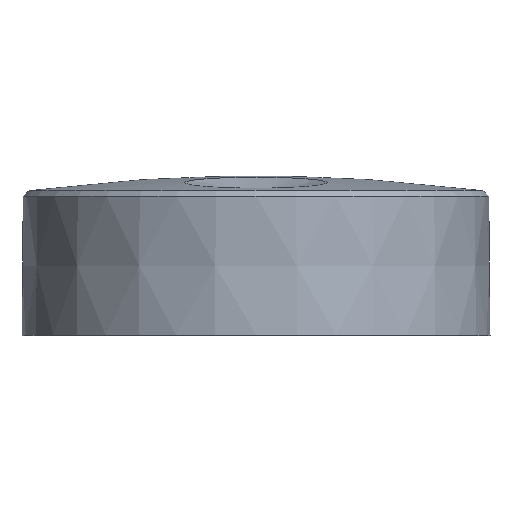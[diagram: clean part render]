
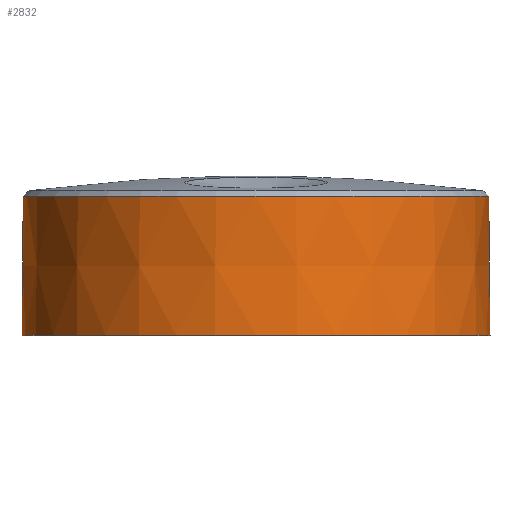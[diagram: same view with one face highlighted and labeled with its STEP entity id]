
A CAD part, top view. The second image highlights one B-rep face of the part: STEP entity #2832.
In plain terms, the highlighted conical face has half-angle 0.5 degrees and reference radius 19.749 mm.
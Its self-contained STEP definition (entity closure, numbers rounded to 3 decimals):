
#88=CONICAL_SURFACE('',#3156,19.749,0.009);
#258=CIRCLE('',#3155,19.697);
#259=CIRCLE('',#3157,19.8);
#467=FACE_OUTER_BOUND('',#642,.T.);
#642=EDGE_LOOP('',(#2520,#2521,#2522,#2523));
#895=LINE('',#5993,#1030);
#1030=VECTOR('',#3832,19.749);
#1302=VERTEX_POINT('',#5987);
#1303=VERTEX_POINT('',#5991);
#1715=EDGE_CURVE('',#1302,#1302,#258,.T.);
#1717=EDGE_CURVE('',#1303,#1303,#259,.T.);
#1718=EDGE_CURVE('',#1303,#1302,#895,.T.);
#2520=ORIENTED_EDGE('',*,*,#1717,.F.);
#2521=ORIENTED_EDGE('',*,*,#1718,.T.);
#2522=ORIENTED_EDGE('',*,*,#1715,.T.);
#2523=ORIENTED_EDGE('',*,*,#1718,.F.);
#2832=ADVANCED_FACE('',(#467),#88,.T.);
#3155=AXIS2_PLACEMENT_3D('',#5988,#3825,#3826);
#3156=AXIS2_PLACEMENT_3D('',#5990,#3828,#3829);
#3157=AXIS2_PLACEMENT_3D('',#5992,#3830,#3831);
#3825=DIRECTION('center_axis',(0.,-1.,0.));
#3826=DIRECTION('ref_axis',(1.,0.,0.));
#3828=DIRECTION('center_axis',(0.,-1.,0.));
#3829=DIRECTION('ref_axis',(1.,0.,0.));
#3830=DIRECTION('center_axis',(0.,-1.,0.));
#3831=DIRECTION('ref_axis',(1.,0.,0.));
#3832=DIRECTION('',(0.009,1.,0.));
#5987=CARTESIAN_POINT('',(-19.697,11.766,0.));
#5988=CARTESIAN_POINT('Origin',(0.,11.766,0.));
#5990=CARTESIAN_POINT('Origin',(0.,5.883,0.));
#5991=CARTESIAN_POINT('',(-19.8,0.,0.));
#5992=CARTESIAN_POINT('Origin',(0.,0.,0.));
#5993=CARTESIAN_POINT('',(-19.749,5.883,0.));
